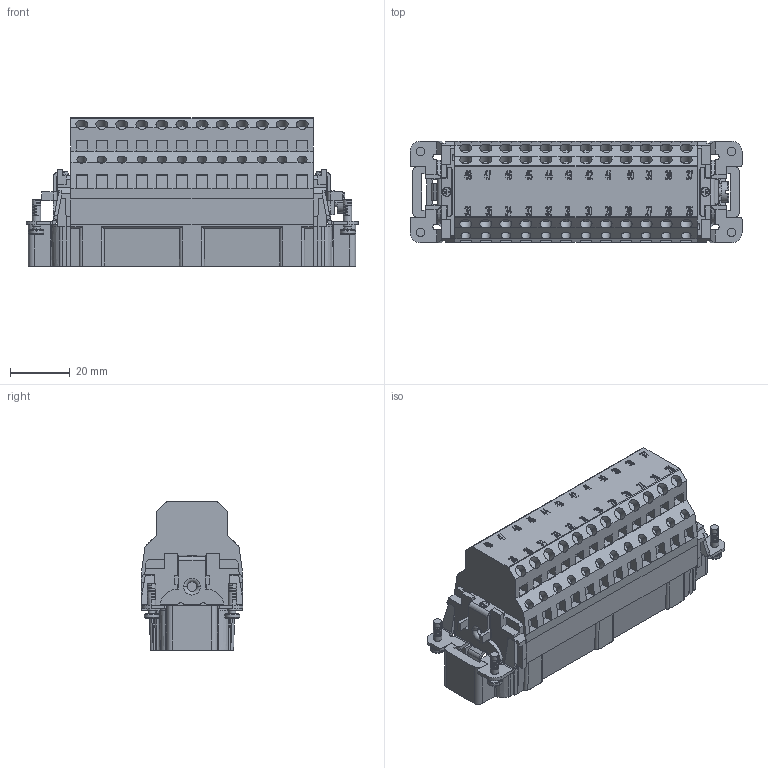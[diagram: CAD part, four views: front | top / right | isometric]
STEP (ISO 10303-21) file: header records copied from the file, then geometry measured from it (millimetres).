
FILE_DESCRIPTION((''),'2;1');
FILE_NAME('2','2017-07-29T',('tl.yang'),(''),'PRO/ENGINEER BY PARAMETRIC TECHNOLOGY CORPORATION, 2011500','PRO/ENGINEER BY PARAMETRIC TECHNOLOGY CORPORATION, 2011500','');
FILE_SCHEMA(('CONFIG_CONTROL_DESIGN'));
Products named in the file (1): 2
Bounding box: 111 x 34 x 49.56 mm (x, y, z)
Volume: 96564.7 mm3; surface area: 32101.2 mm2
Topology: 1 solids, 2 shells, 5201 faces, 15042 edges, 9987 vertices
Faces by surface type: plane 4533, cylinder 372, cone 168, bspline 66, sphere 56, torus 6
Entity records: 172091 total; most frequent: CARTESIAN_POINT 35470, ORIENTED_EDGE 29972, DIRECTION 25753, EDGE_CURVE 14986, VECTOR 13529, LINE 13529, VERTEX_POINT 9987, AXIS2_PLACEMENT_3D 6112
